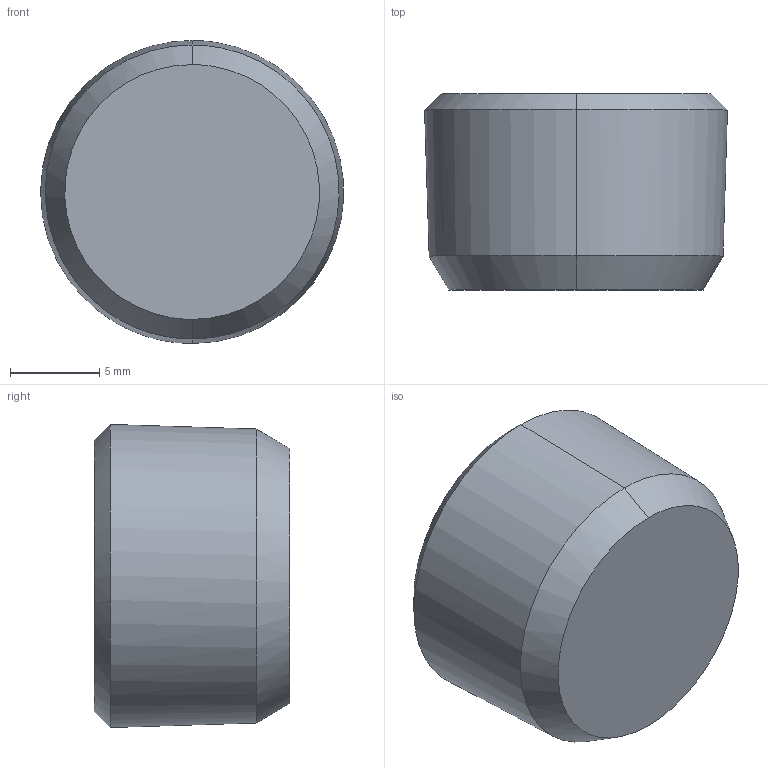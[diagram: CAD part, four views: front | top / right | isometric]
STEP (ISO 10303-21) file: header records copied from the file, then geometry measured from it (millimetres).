
FILE_DESCRIPTION (( 'STEP AP214' ), '1' );
FILE_NAME ('DRF.STOP03_IC_ZK.STEP', '2018-09-05T07:15:52', ( '' ), ( '' ), 'SwSTEP 2.0', 'SolidWorks 2018', '' );
FILE_SCHEMA (( 'AUTOMOTIVE_DESIGN' ));
Length unit declared in the file: millimetre
Products named in the file (1): DRF.STOP03_IC_ZK
Bounding box: 17 x 11 x 17.01 mm (x, y, z)
Volume: 1856.3 mm3; surface area: 1152.9 mm2
Topology: 1 solids, 1 shells, 32 faces, 82 edges, 51 vertices
Faces by surface type: bspline 32
Entity records: 1168 total; most frequent: CARTESIAN_POINT 659, ORIENTED_EDGE 160, EDGE_CURVE 80, B_SPLINE_CURVE_WITH_KNOTS 59, VERTEX_POINT 51, EDGE_LOOP 33, FACE_OUTER_BOUND 32, ADVANCED_FACE 32
